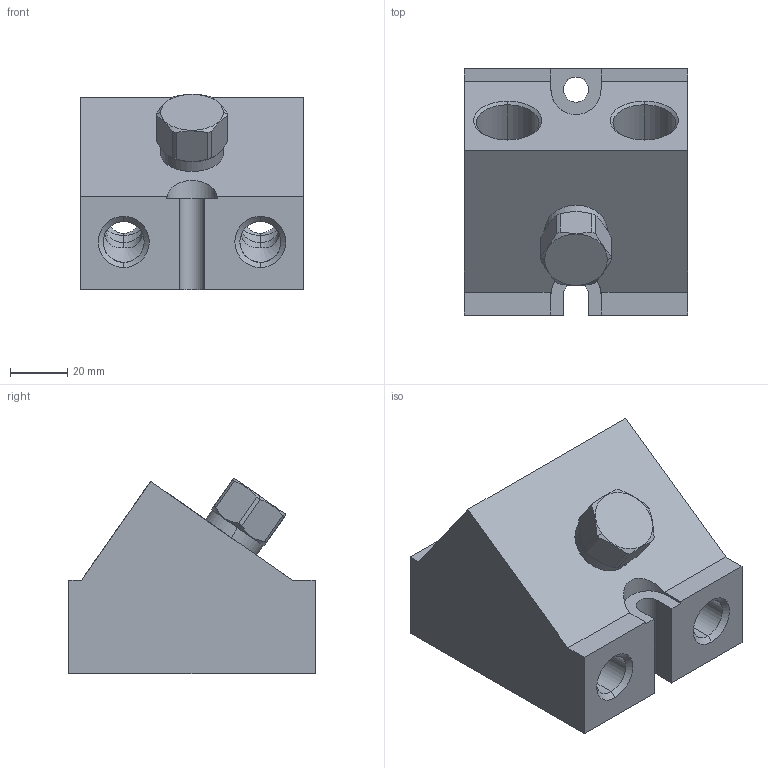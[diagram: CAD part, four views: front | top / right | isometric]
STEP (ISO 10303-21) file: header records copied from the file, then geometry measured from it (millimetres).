
FILE_DESCRIPTION((''),'2;1');
FILE_NAME('MANIFOLD_STP1_ASM','2011-03-03T',('Administrator'),(''),'PRO/ENGINEER BY PARAMETRIC TECHNOLOGY CORPORATION, 2006240','PRO/ENGINEER BY PARAMETRIC TECHNOLOGY CORPORATION, 2006240','');
FILE_SCHEMA(('CONFIG_CONTROL_DESIGN'));
Length unit declared in the file: inch
Products named in the file (3): 151627002D_PRT; ASMNAME_CART_PRT; MANIFOLD_STP1_ASM
Assembly tree (2 placements, depth 2):
  MANIFOLD_STP1_ASM
    151627002D_PRT
    ASMNAME_CART_PRT
Bounding box: 77.77 x 85.85 x 68.1 mm (x, y, z)
Surface area: 51592.5 mm2 (no closed solid volume)
Topology: 0 solids, 7 shells, 211 faces, 522 edges, 323 vertices
Faces by surface type: cylinder 97, cone 56, plane 44, torus 14
Entity records: 7176 total; most frequent: CARTESIAN_POINT 2062, DIRECTION 1089, ORIENTED_EDGE 1026, EDGE_CURVE 518, AXIS2_PLACEMENT_3D 442, VERTEX_POINT 323, EDGE_LOOP 240, CIRCLE 226
